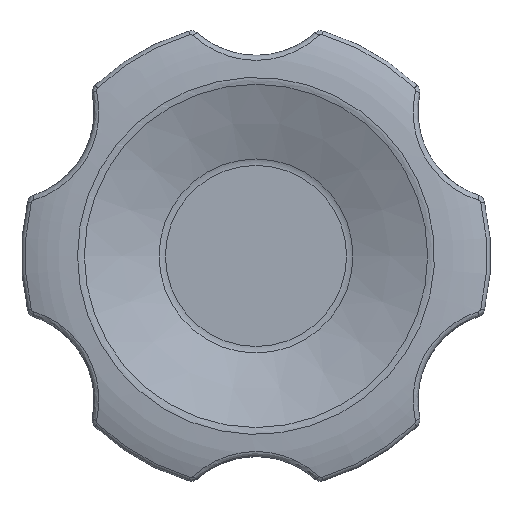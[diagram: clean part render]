
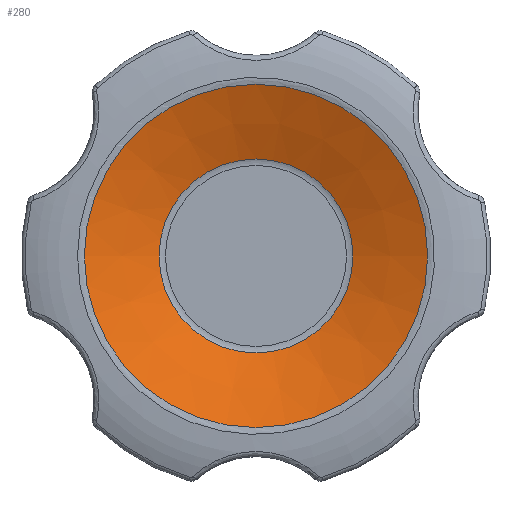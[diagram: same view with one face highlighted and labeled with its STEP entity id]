
A CAD part, top view. The second image highlights one B-rep face of the part: STEP entity #280.
In plain terms, the highlighted conical face has half-angle 68.629 degrees and reference radius 14.9 mm.
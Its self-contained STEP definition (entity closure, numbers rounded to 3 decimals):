
#280 = ADVANCED_FACE( '', ( #576, #577 ), #578, .F. );
#576 = FACE_BOUND( '', #5010, .T. );
#577 = FACE_OUTER_BOUND( '', #5011, .T. );
#578 = CONICAL_SURFACE( '', #5012, 14.9, 1.198 );
#5010 = EDGE_LOOP( '', ( #5918 ) );
#5011 = EDGE_LOOP( '', ( #5919 ) );
#5012 = AXIS2_PLACEMENT_3D( '', #5920, #5921, #5922 );
#5918 = ORIENTED_EDGE( '', *, *, #6110, .T. );
#5919 = ORIENTED_EDGE( '', *, *, #6225, .T. );
#5920 = CARTESIAN_POINT( '', ( 0., 0., 28. ) );
#5921 = DIRECTION( '', ( 0., 0., 1. ) );
#5922 = DIRECTION( '', ( 1., 0., 0. ) );
#6110 = EDGE_CURVE( '', #6466, #6466, #6467, .F. );
#6225 = EDGE_CURVE( '', #6610, #6610, #6611, .F. );
#6466 = VERTEX_POINT( '', #8453 );
#6467 = CIRCLE( '', #8454, 8.264 );
#6610 = VERTEX_POINT( '', #9337 );
#6611 = CIRCLE( '', #9338, 14.628 );
#8453 = CARTESIAN_POINT( '', ( 8.264, 0., 25.403 ) );
#8454 = AXIS2_PLACEMENT_3D( '', #9619, #9620, #9621 );
#9337 = CARTESIAN_POINT( '', ( -14.628, 0., 27.894 ) );
#9338 = AXIS2_PLACEMENT_3D( '', #9740, #9741, #9742 );
#9619 = CARTESIAN_POINT( '', ( 0., 0., 25.403 ) );
#9620 = DIRECTION( '', ( 0., 0., 1. ) );
#9621 = DIRECTION( '', ( 1., 0., 0. ) );
#9740 = CARTESIAN_POINT( '', ( 0., 0., 27.894 ) );
#9741 = DIRECTION( '', ( 0., 0., -1. ) );
#9742 = DIRECTION( '', ( -1., 0., 0. ) );
